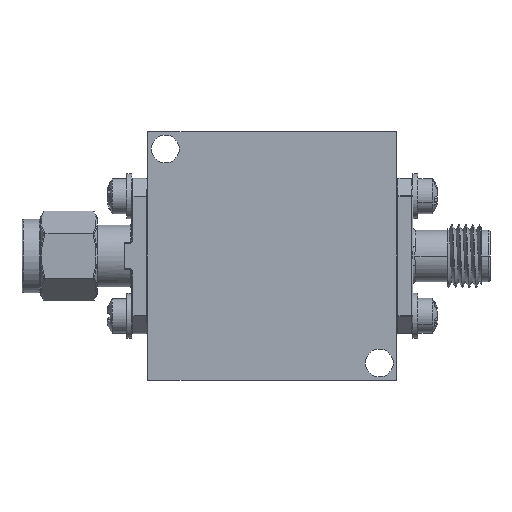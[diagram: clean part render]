
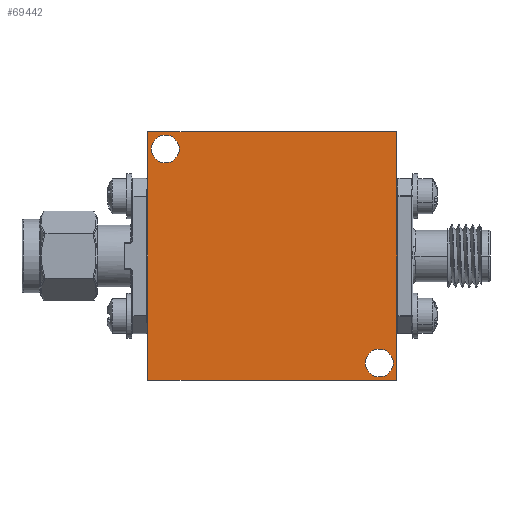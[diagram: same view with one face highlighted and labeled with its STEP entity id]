
A CAD part, front view. The second image highlights one B-rep face of the part: STEP entity #69442.
In plain terms, the highlighted planar face has unit normal (0, -1, 0).
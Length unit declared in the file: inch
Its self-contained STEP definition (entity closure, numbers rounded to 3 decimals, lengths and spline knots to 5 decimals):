
#1123 = VECTOR ( 'NONE', #68051, 39.37008 ) ;
#2119 = EDGE_CURVE ( 'NONE', #43226, #51993, #5520, .T. ) ;
#4035 = EDGE_LOOP ( 'NONE', ( #44226, #43321 ) ) ;
#4150 = ORIENTED_EDGE ( 'NONE', *, *, #23634, .T. ) ;
#4237 = EDGE_LOOP ( 'NONE', ( #16644, #69148, #54205, #66172 ) ) ;
#4772 = CARTESIAN_POINT ( 'NONE',  ( -0.002, -0.369, 0.002 ) ) ;
#5062 = EDGE_CURVE ( 'NONE', #44393, #74684, #54636, .T. ) ;
#5068 = LINE ( 'NONE', #61147, #57951 ) ;
#5520 = CIRCLE ( 'NONE', #78895, 0.056 ) ;
#5622 = LINE ( 'NONE', #65337, #24734 ) ;
#6727 = CARTESIAN_POINT ( 'NONE',  ( -0.002, -0.369, 0.002 ) ) ;
#8421 = AXIS2_PLACEMENT_3D ( 'NONE', #55040, #30414, #60675 ) ;
#9070 = FACE_BOUND ( 'NONE', #4035, .T. ) ;
#9927 = VECTOR ( 'NONE', #48202, 39.37008 ) ;
#11746 = DIRECTION ( 'NONE',  ( 0., 1., 0. ) ) ;
#11943 = DIRECTION ( 'NONE',  ( 0., 0., -1. ) ) ;
#14848 = CIRCLE ( 'NONE', #8421, 0.056 ) ;
#15242 = AXIS2_PLACEMENT_3D ( 'NONE', #45998, #26604, #76188 ) ;
#16644 = ORIENTED_EDGE ( 'NONE', *, *, #5062, .F. ) ;
#23337 = CARTESIAN_POINT ( 'NONE',  ( 0.998, -0.369, 0.002 ) ) ;
#23634 = EDGE_CURVE ( 'NONE', #34868, #33178, #34643, .T. ) ;
#24058 = LINE ( 'NONE', #6727, #1123 ) ;
#24734 = VECTOR ( 'NONE', #34666, 39.37008 ) ;
#25031 = DIRECTION ( 'NONE',  ( 0., 0., 1. ) ) ;
#26604 = DIRECTION ( 'NONE',  ( 0., 1., 0. ) ) ;
#29102 = EDGE_CURVE ( 'NONE', #55730, #54571, #5068, .T. ) ;
#29499 = ORIENTED_EDGE ( 'NONE', *, *, #36578, .T. ) ;
#30414 = DIRECTION ( 'NONE',  ( 0., 1., 0. ) ) ;
#31875 = CARTESIAN_POINT ( 'NONE',  ( 0.998, -0.369, -0.998 ) ) ;
#33178 = VERTEX_POINT ( 'NONE', #54077 ) ;
#33652 = CARTESIAN_POINT ( 'NONE',  ( 0., -0.369, 0. ) ) ;
#34643 = CIRCLE ( 'NONE', #38582, 0.056 ) ;
#34666 = DIRECTION ( 'NONE',  ( -1., 0., 0. ) ) ;
#34868 = VERTEX_POINT ( 'NONE', #49382 ) ;
#36578 = EDGE_CURVE ( 'NONE', #33178, #34868, #14848, .T. ) ;
#37657 = CARTESIAN_POINT ( 'NONE',  ( 0.068, -0.369, -0.124 ) ) ;
#38582 = AXIS2_PLACEMENT_3D ( 'NONE', #60959, #11746, #25031 ) ;
#40537 = FACE_OUTER_BOUND ( 'NONE', #4237, .T. ) ;
#40939 = PLANE ( 'NONE',  #75811 ) ;
#42626 = EDGE_CURVE ( 'NONE', #54571, #44393, #5622, .T. ) ;
#43226 = VERTEX_POINT ( 'NONE', #73668 ) ;
#43321 = ORIENTED_EDGE ( 'NONE', *, *, #55468, .T. ) ;
#43652 = CIRCLE ( 'NONE', #15242, 0.056 ) ;
#43883 = DIRECTION ( 'NONE',  ( 0., 0., 1. ) ) ;
#44226 = ORIENTED_EDGE ( 'NONE', *, *, #2119, .T. ) ;
#44393 = VERTEX_POINT ( 'NONE', #57792 ) ;
#45843 = EDGE_LOOP ( 'NONE', ( #4150, #29499 ) ) ;
#45998 = CARTESIAN_POINT ( 'NONE',  ( 0.068, -0.369, -0.068 ) ) ;
#48202 = DIRECTION ( 'NONE',  ( 0., 0., 1. ) ) ;
#48499 = DIRECTION ( 'NONE',  ( 0., 0., 1. ) ) ;
#49382 = CARTESIAN_POINT ( 'NONE',  ( 0.928, -0.369, -0.872 ) ) ;
#51993 = VERTEX_POINT ( 'NONE', #37657 ) ;
#54077 = CARTESIAN_POINT ( 'NONE',  ( 0.928, -0.369, -0.984 ) ) ;
#54205 = ORIENTED_EDGE ( 'NONE', *, *, #29102, .F. ) ;
#54571 = VERTEX_POINT ( 'NONE', #31875 ) ;
#54636 = LINE ( 'NONE', #68335, #9927 ) ;
#55040 = CARTESIAN_POINT ( 'NONE',  ( 0.928, -0.369, -0.928 ) ) ;
#55468 = EDGE_CURVE ( 'NONE', #51993, #43226, #43652, .T. ) ;
#55730 = VERTEX_POINT ( 'NONE', #23337 ) ;
#57792 = CARTESIAN_POINT ( 'NONE',  ( -0.002, -0.369, -0.998 ) ) ;
#57951 = VECTOR ( 'NONE', #11943, 39.37008 ) ;
#58271 = FACE_BOUND ( 'NONE', #45843, .T. ) ;
#60675 = DIRECTION ( 'NONE',  ( 0., 0., 1. ) ) ;
#60959 = CARTESIAN_POINT ( 'NONE',  ( 0.928, -0.369, -0.928 ) ) ;
#61147 = CARTESIAN_POINT ( 'NONE',  ( 0.998, -0.369, 0.002 ) ) ;
#63175 = DIRECTION ( 'NONE',  ( 0., 1., 0. ) ) ;
#65337 = CARTESIAN_POINT ( 'NONE',  ( 0.998, -0.369, -0.998 ) ) ;
#65519 = DIRECTION ( 'NONE',  ( 0., 1., 0. ) ) ;
#66172 = ORIENTED_EDGE ( 'NONE', *, *, #71057, .F. ) ;
#68051 = DIRECTION ( 'NONE',  ( 1., 0., 0. ) ) ;
#68335 = CARTESIAN_POINT ( 'NONE',  ( -0.002, -0.369, -0.998 ) ) ;
#69148 = ORIENTED_EDGE ( 'NONE', *, *, #42626, .F. ) ;
#69442 = ADVANCED_FACE ( 'NONE', ( #58271, #9070, #40537 ), #40939, .F. ) ;
#71057 = EDGE_CURVE ( 'NONE', #74684, #55730, #24058, .T. ) ;
#73668 = CARTESIAN_POINT ( 'NONE',  ( 0.068, -0.369, -0.012 ) ) ;
#74496 = CARTESIAN_POINT ( 'NONE',  ( 0.068, -0.369, -0.068 ) ) ;
#74684 = VERTEX_POINT ( 'NONE', #4772 ) ;
#75811 = AXIS2_PLACEMENT_3D ( 'NONE', #33652, #65519, #48499 ) ;
#76188 = DIRECTION ( 'NONE',  ( 0., 0., 1. ) ) ;
#78895 = AXIS2_PLACEMENT_3D ( 'NONE', #74496, #63175, #43883 ) ;
